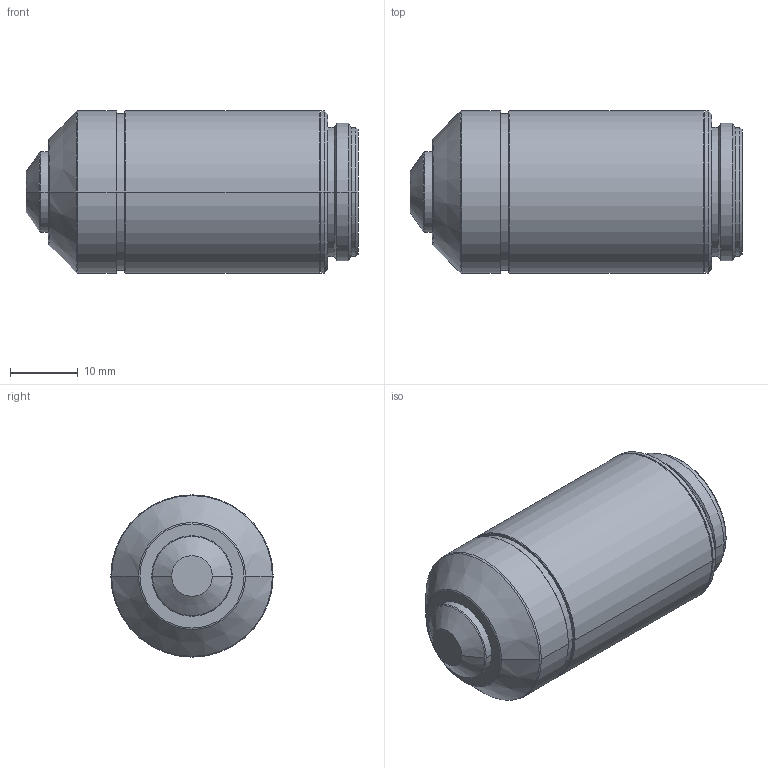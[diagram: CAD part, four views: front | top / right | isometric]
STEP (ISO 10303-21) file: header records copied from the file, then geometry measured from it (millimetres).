
FILE_DESCRIPTION (( 'STEP AP203' ), '1' );
FILE_NAME ('690074.step', '2025-04-14T08:44:36', ( 'MSI' ), ( '' ), 'SwSTEP 2.0', 'SolidWorks 2020', '' );
FILE_SCHEMA (( 'CONFIG_CONTROL_DESIGN' ));
Length unit declared in the file: millimetre
Products named in the file (1): 690074
Bounding box: 49.12 x 24 x 24 mm (x, y, z)
Volume: 19689.5 mm3; surface area: 4228.1 mm2
Topology: 1 solids, 1 shells, 47 faces, 92 edges, 52 vertices
Faces by surface type: cone 24, cylinder 16, plane 7
Entity records: 1271 total; most frequent: DIRECTION 240, CARTESIAN_POINT 192, ORIENTED_EDGE 184, AXIS2_PLACEMENT_3D 100, EDGE_CURVE 92, CIRCLE 52, EDGE_LOOP 52, VERTEX_POINT 52
